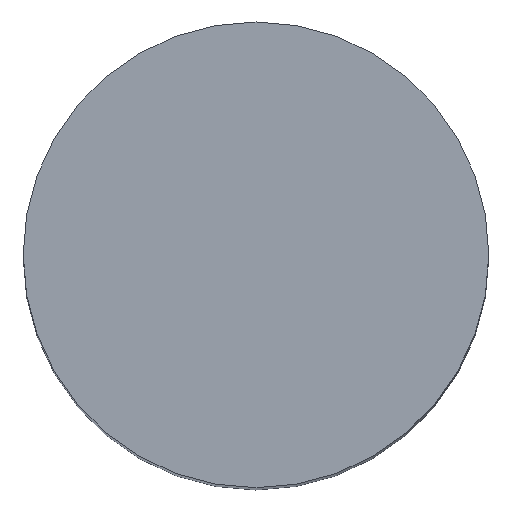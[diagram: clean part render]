
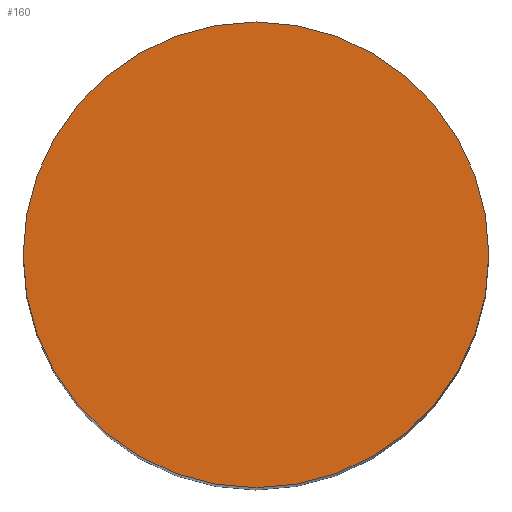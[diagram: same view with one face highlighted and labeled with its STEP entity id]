
A CAD part, top view. The second image highlights one B-rep face of the part: STEP entity #160.
In plain terms, the highlighted planar face has unit normal (0, 0, 1).
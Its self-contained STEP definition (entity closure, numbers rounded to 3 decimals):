
#8 = CARTESIAN_POINT ( 'NONE',  ( 0., 0., 41. ) ) ;
#10 = CARTESIAN_POINT ( 'NONE',  ( -7.25, 0., 41. ) ) ;
#20 = DIRECTION ( 'NONE',  ( 0., 0., 1. ) ) ;
#24 = DIRECTION ( 'NONE',  ( 1., 0., 0. ) ) ;
#25 = ORIENTED_EDGE ( 'NONE', *, *, #119, .T. ) ;
#31 = EDGE_LOOP ( 'NONE', ( #46, #25 ) ) ;
#34 = CARTESIAN_POINT ( 'NONE',  ( 0., 0., 41. ) ) ;
#46 = ORIENTED_EDGE ( 'NONE', *, *, #103, .T. ) ;
#66 = DIRECTION ( 'NONE',  ( 1., 0., 0. ) ) ;
#71 = FACE_OUTER_BOUND ( 'NONE', #31, .T. ) ;
#77 = AXIS2_PLACEMENT_3D ( 'NONE', #34, #127, #66 ) ;
#79 = VERTEX_POINT ( 'NONE', #168 ) ;
#80 = CIRCLE ( 'NONE', #126, 7.25 ) ;
#103 = EDGE_CURVE ( 'NONE', #146, #79, #80, .T. ) ;
#105 = CIRCLE ( 'NONE', #77, 7.25 ) ;
#114 = PLANE ( 'NONE',  #163 ) ;
#119 = EDGE_CURVE ( 'NONE', #79, #146, #105, .T. ) ;
#126 = AXIS2_PLACEMENT_3D ( 'NONE', #8, #20, #141 ) ;
#127 = DIRECTION ( 'NONE',  ( 0., 0., 1. ) ) ;
#140 = CARTESIAN_POINT ( 'NONE',  ( 0., 0., 41. ) ) ;
#141 = DIRECTION ( 'NONE',  ( 1., 0., 0. ) ) ;
#146 = VERTEX_POINT ( 'NONE', #10 ) ;
#154 = DIRECTION ( 'NONE',  ( 0., 0., 1. ) ) ;
#160 = ADVANCED_FACE ( 'NONE', ( #71 ), #114, .T. ) ;
#163 = AXIS2_PLACEMENT_3D ( 'NONE', #140, #154, #24 ) ;
#168 = CARTESIAN_POINT ( 'NONE',  ( 7.25, 0., 41. ) ) ;
